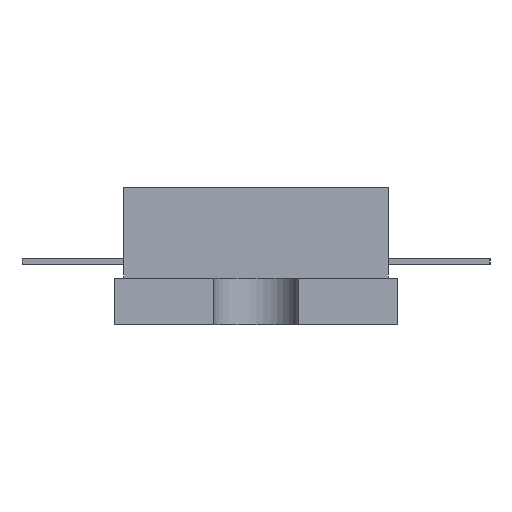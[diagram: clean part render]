
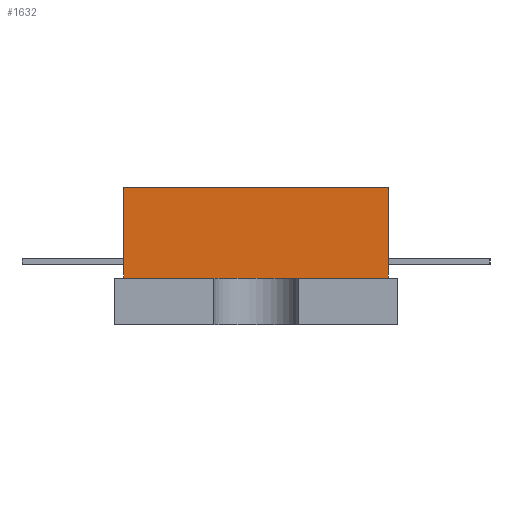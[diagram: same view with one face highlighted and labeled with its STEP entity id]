
A CAD part, left-side view. The second image highlights one B-rep face of the part: STEP entity #1632.
In plain terms, the highlighted planar face has unit normal (-1, 0, 0).
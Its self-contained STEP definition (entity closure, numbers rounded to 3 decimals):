
#1632=ADVANCED_FACE('',(#3225),#3227,.T.);
#3225=FACE_BOUND('',#3226,.T.);
#3226=EDGE_LOOP('',(#4786,#4787,#4788,#4789));
#3227=PLANE('',#3228);
#3228=AXIS2_PLACEMENT_3D('',#3229,#3230,#3231);
#3229=CARTESIAN_POINT('',(-16.,4.8,1.7));
#3230=DIRECTION('',(-1.,0.,0.));
#3231=DIRECTION('',(0.,-1.,0.));
#4786=ORIENTED_EDGE('',*,*,#5677,.T.);
#4787=ORIENTED_EDGE('',*,*,#5678,.T.);
#4788=ORIENTED_EDGE('',*,*,#5179,.F.);
#4789=ORIENTED_EDGE('',*,*,#5679,.F.);
#5179=EDGE_CURVE('',#5817,#5818,#5819,.T.);
#5677=EDGE_CURVE('',#6642,#6643,#6644,.T.);
#5678=EDGE_CURVE('',#6643,#5818,#6645,.T.);
#5679=EDGE_CURVE('',#6642,#5817,#6646,.T.);
#5817=VERTEX_POINT('',#6888);
#5818=VERTEX_POINT('',#6889);
#5819=LINE('',#6890,#6891);
#6642=VERTEX_POINT('',#8739);
#6643=VERTEX_POINT('',#8740);
#6644=LINE('',#8741,#8742);
#6645=LINE('',#8744,#8745);
#6646=LINE('',#8747,#8748);
#6888=CARTESIAN_POINT('',(-16.,4.8,5.));
#6889=CARTESIAN_POINT('',(-16.,-4.8,5.));
#6890=CARTESIAN_POINT('',(-16.,4.8,5.));
#6891=VECTOR('',#6892,1.);
#6892=DIRECTION('',(0.,-1.,0.));
#8739=CARTESIAN_POINT('',(-16.,4.8,1.7));
#8740=CARTESIAN_POINT('',(-16.,-4.8,1.7));
#8741=CARTESIAN_POINT('',(-16.,4.8,1.7));
#8742=VECTOR('',#8743,1.);
#8743=DIRECTION('',(0.,-1.,0.));
#8744=CARTESIAN_POINT('',(-16.,-4.8,1.7));
#8745=VECTOR('',#8746,1.);
#8746=DIRECTION('',(0.,0.,1.));
#8747=CARTESIAN_POINT('',(-16.,4.8,1.7));
#8748=VECTOR('',#8749,1.);
#8749=DIRECTION('',(0.,0.,1.));
